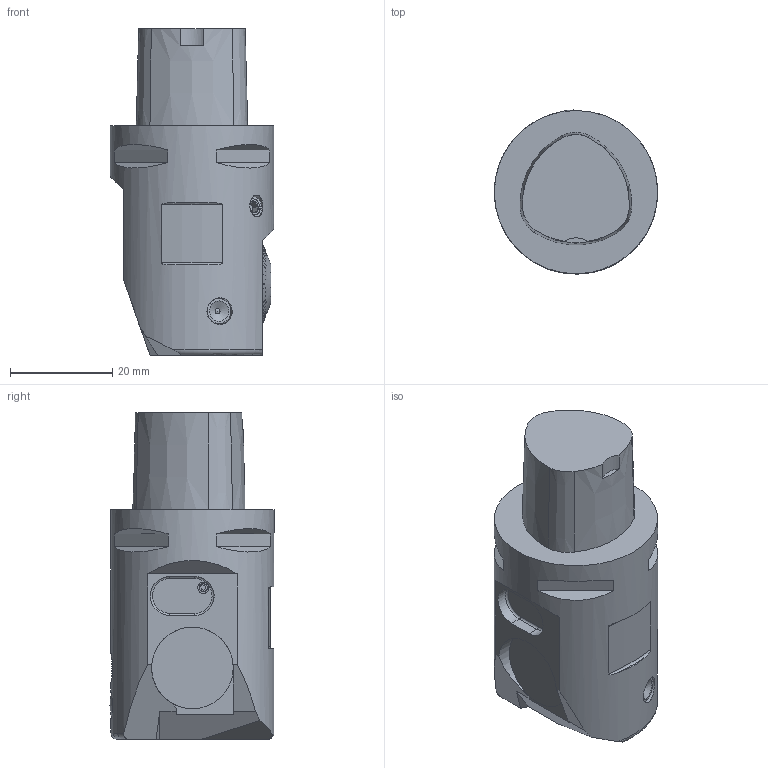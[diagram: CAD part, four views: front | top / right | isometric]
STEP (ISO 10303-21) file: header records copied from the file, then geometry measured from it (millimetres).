
FILE_DESCRIPTION(/* description */ (''),/* implementation_level */ '2;1');
FILE_NAME(/* name */ '1694592861740.stp',/* time_stamp */ '2023-09-13T10:14:27+02:00',/* author */ (''),/* organization */ ('SMS'),/* preprocessor_version */ 'ST-DEVELOPER v16.7',/* originating_system */ 'SIEMENS PLM Software NX 12.0',/* authorisation */ '');
FILE_SCHEMA (('AUTOMOTIVE_DESIGN { 1 0 10303 214 3 1 1 1 }'));
Length unit declared in the file: millimetre
Products named in the file (1): 111165892mod000_02
Bounding box: 32 x 32.17 x 64 mm (x, y, z)
Volume: 39634.8 mm3; surface area: 9926.2 mm2
Topology: 2 solids, 2 shells, 341 faces, 945 edges, 629 vertices
Faces by surface type: plane 281, cylinder 28, cone 23, torus 6, sphere 3
Full cylindrical faces by diameter (mm): 1.6 x1, 2.16 x1, 2.2 x1, 3.05 x1, 3.3 x1, 3.52 x1, 3.6 x1, 4.2 x1, 5 x1, 5.25 x1, 6 x1, 6.015 x1, 6.5 x1, 16 x2, 32 x1
Entity records: 11065 total; most frequent: CARTESIAN_POINT 2814, ORIENTED_EDGE 1768, DIRECTION 1544, EDGE_CURVE 884, VERTEX_POINT 598, LINE 536, VECTOR 536, AXIS2_PLACEMENT_3D 504
